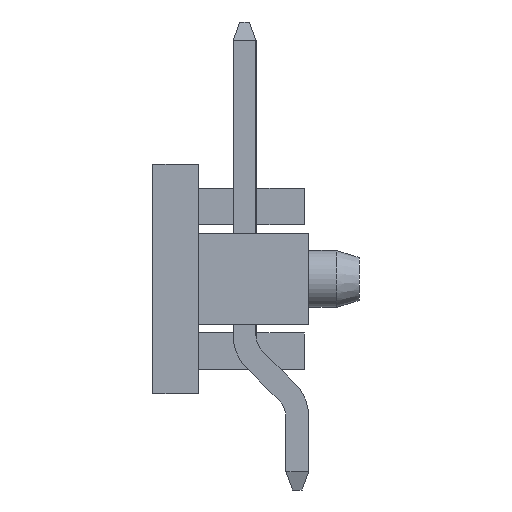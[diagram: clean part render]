
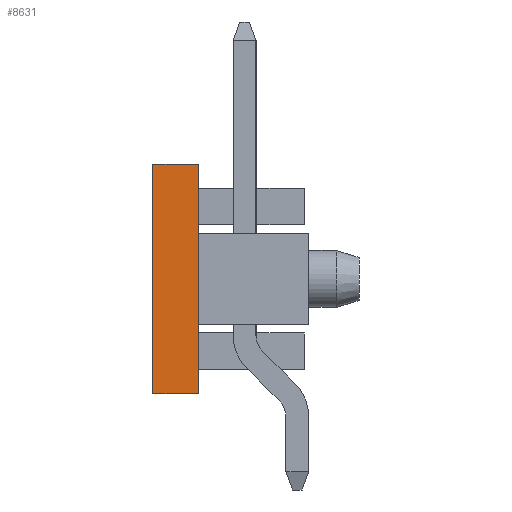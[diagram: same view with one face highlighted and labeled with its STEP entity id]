
A CAD part, left-side view. The second image highlights one B-rep face of the part: STEP entity #8631.
In plain terms, the highlighted planar face has unit normal (-1, 0, 0).
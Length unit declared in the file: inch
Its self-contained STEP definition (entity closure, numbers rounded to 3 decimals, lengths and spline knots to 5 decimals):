
#515=LINE('',#12734,#1667);
#518=LINE('',#12740,#1670);
#519=LINE('',#12742,#1671);
#520=LINE('',#12744,#1672);
#1667=VECTOR('',#10305,39.37008);
#1670=VECTOR('',#10310,39.37008);
#1671=VECTOR('',#10311,39.37008);
#1672=VECTOR('',#10312,39.37008);
#3254=ORIENTED_EDGE('',*,*,#5336,.T.);
#3255=ORIENTED_EDGE('',*,*,#5337,.F.);
#3256=ORIENTED_EDGE('',*,*,#5338,.F.);
#3257=ORIENTED_EDGE('',*,*,#5333,.T.);
#5333=EDGE_CURVE('',#6448,#6447,#515,.T.);
#5336=EDGE_CURVE('',#6447,#6450,#518,.T.);
#5337=EDGE_CURVE('',#6451,#6450,#519,.T.);
#5338=EDGE_CURVE('',#6448,#6451,#520,.T.);
#6447=VERTEX_POINT('',#12733);
#6448=VERTEX_POINT('',#12735);
#6450=VERTEX_POINT('',#12741);
#6451=VERTEX_POINT('',#12743);
#7247=EDGE_LOOP('',(#3254,#3255,#3256,#3257));
#7747=FACE_BOUND('',#7247,.T.);
#8213=PLANE('',#9154);
#8631=ADVANCED_FACE('',(#7747),#8213,.F.);
#9154=AXIS2_PLACEMENT_3D('',#12739,#10308,#10309);
#10305=DIRECTION('',(0.,0.,-1.));
#10308=DIRECTION('',(1.,0.,0.));
#10309=DIRECTION('',(0.,0.,-1.));
#10310=DIRECTION('',(0.,-1.,0.));
#10311=DIRECTION('',(0.,0.,-1.));
#10312=DIRECTION('',(0.,-1.,0.));
#12733=CARTESIAN_POINT('',(-0.15,0.05,-0.125));
#12734=CARTESIAN_POINT('',(-0.15,0.05,0.125));
#12735=CARTESIAN_POINT('',(-0.15,0.05,0.125));
#12739=CARTESIAN_POINT('',(-0.15,0.05,0.125));
#12740=CARTESIAN_POINT('',(-0.15,0.05,-0.125));
#12741=CARTESIAN_POINT('',(-0.15,0.,-0.125));
#12742=CARTESIAN_POINT('',(-0.15,0.,0.125));
#12743=CARTESIAN_POINT('',(-0.15,0.,0.125));
#12744=CARTESIAN_POINT('',(-0.15,0.05,0.125));
